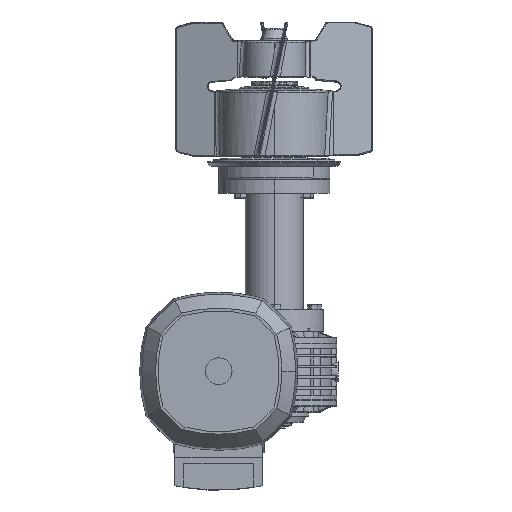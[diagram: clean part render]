
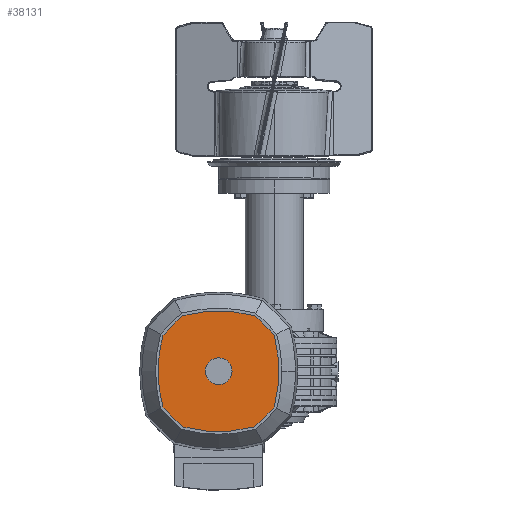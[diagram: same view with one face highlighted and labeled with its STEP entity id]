
A CAD part, top view. The second image highlights one B-rep face of the part: STEP entity #38131.
In plain terms, the highlighted planar face has unit normal (0, 0, 1).
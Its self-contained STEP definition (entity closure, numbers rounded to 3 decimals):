
#5085 = DIRECTION ( 'NONE',  ( -1., 0., 0. ) ) ;
#5086 = DIRECTION ( 'NONE',  ( 0., 0., 1. ) ) ;
#5087 = CARTESIAN_POINT ( 'NONE',  ( -64.17, -194.5, 369.5 ) ) ;
#5088 = AXIS2_PLACEMENT_3D ( 'NONE', #5087, #5086, #5085 ) ;
#5089 = CIRCLE ( 'NONE', #5088, 156.065 ) ;
#5134 = CARTESIAN_POINT ( 'NONE',  ( -104.23, -43.664, 369.5 ) ) ;
#5169 = CARTESIAN_POINT ( 'NONE',  ( -24.11, -43.664, 369.5 ) ) ;
#5264 = CARTESIAN_POINT ( 'NONE',  ( -1.834, -65.94, 369.5 ) ) ;
#5286 = CARTESIAN_POINT ( 'NONE',  ( -126.506, -65.94, 369.5 ) ) ;
#5401 = CARTESIAN_POINT ( 'NONE',  ( -24.11, -168.336, 369.5 ) ) ;
#5428 = DIRECTION ( 'NONE',  ( -1., 0., 0. ) ) ;
#5430 = DIRECTION ( 'NONE',  ( 0., 0., 1. ) ) ;
#5431 = CARTESIAN_POINT ( 'NONE',  ( 56.498, -226.668, 369.5 ) ) ;
#5433 = AXIS2_PLACEMENT_3D ( 'NONE', #5431, #5430, #5428 ) ;
#5434 = CIRCLE ( 'NONE', #5433, 243.565 ) ;
#5512 = DIRECTION ( 'NONE',  ( -1., 0., 0. ) ) ;
#5515 = DIRECTION ( 'NONE',  ( 0., 0., 1. ) ) ;
#5516 = AXIS2_PLACEMENT_3D ( 'NONE', #5521, #5515, #5512 ) ;
#5521 = CARTESIAN_POINT ( 'NONE',  ( -64.17, -17.5, 369.5 ) ) ;
#5526 = CIRCLE ( 'NONE', #5516, 156.065 ) ;
#5530 = CARTESIAN_POINT ( 'NONE',  ( -104.23, -168.336, 369.5 ) ) ;
#5579 = DIRECTION ( 'NONE',  ( -1., 0., 0. ) ) ;
#5580 = DIRECTION ( 'NONE',  ( 0., 0., 1. ) ) ;
#5581 = CARTESIAN_POINT ( 'NONE',  ( -184.838, -226.668, 369.5 ) ) ;
#5582 = AXIS2_PLACEMENT_3D ( 'NONE', #5581, #5580, #5579 ) ;
#5583 = CIRCLE ( 'NONE', #5582, 243.565 ) ;
#5647 = DIRECTION ( 'NONE',  ( -1., 0., 0. ) ) ;
#5648 = DIRECTION ( 'NONE',  ( 0., 0., 1. ) ) ;
#5649 = CARTESIAN_POINT ( 'NONE',  ( -184.838, 14.668, 369.5 ) ) ;
#5650 = AXIS2_PLACEMENT_3D ( 'NONE', #5649, #5648, #5647 ) ;
#5651 = CIRCLE ( 'NONE', #5650, 243.565 ) ;
#5694 = CARTESIAN_POINT ( 'NONE',  ( -1.834, -146.06, 369.5 ) ) ;
#5696 = DIRECTION ( 'NONE',  ( -1., 0., 0. ) ) ;
#5699 = DIRECTION ( 'NONE',  ( 0., 0., 1. ) ) ;
#5702 = CARTESIAN_POINT ( 'NONE',  ( -124.504, -210.584, 369.5 ) ) ;
#5704 = AXIS2_PLACEMENT_3D ( 'NONE', #5702, #5699, #5696 ) ;
#5706 = PLANE ( 'NONE',  #5704 ) ;
#5710 = FACE_BOUND ( 'NONE', #38581, .T. ) ;
#5711 = FACE_OUTER_BOUND ( 'NONE', #38104, .T. ) ;
#5746 = DIRECTION ( 'NONE',  ( -1., 0., 0. ) ) ;
#5747 = DIRECTION ( 'NONE',  ( 0., 0., 1. ) ) ;
#5748 = CARTESIAN_POINT ( 'NONE',  ( 56.498, 14.668, 369.5 ) ) ;
#5749 = AXIS2_PLACEMENT_3D ( 'NONE', #5748, #5747, #5746 ) ;
#5750 = CIRCLE ( 'NONE', #5749, 243.565 ) ;
#5768 = CARTESIAN_POINT ( 'NONE',  ( -152.67, -106., 369.5 ) ) ;
#5775 = CIRCLE ( 'NONE', #5865, 156.065 ) ;
#5847 = DIRECTION ( 'NONE',  ( -1., 0., 0. ) ) ;
#5848 = DIRECTION ( 'NONE',  ( 0., 0., 1. ) ) ;
#5850 = CARTESIAN_POINT ( 'NONE',  ( 24.33, -106., 369.5 ) ) ;
#5851 = AXIS2_PLACEMENT_3D ( 'NONE', #5850, #5848, #5847 ) ;
#5855 = CIRCLE ( 'NONE', #5851, 156.065 ) ;
#5863 = DIRECTION ( 'NONE',  ( -1., 0., 0. ) ) ;
#5864 = DIRECTION ( 'NONE',  ( 0., 0., 1. ) ) ;
#5865 = AXIS2_PLACEMENT_3D ( 'NONE', #5768, #5864, #5863 ) ;
#5943 = DIRECTION ( 'NONE',  ( -1., 0., 0. ) ) ;
#5944 = DIRECTION ( 'NONE',  ( 0., 0., -1. ) ) ;
#5945 = CARTESIAN_POINT ( 'NONE',  ( -64.17, -106., 369.5 ) ) ;
#5946 = AXIS2_PLACEMENT_3D ( 'NONE', #5945, #5944, #5943 ) ;
#5955 = CIRCLE ( 'NONE', #5946, 15. ) ;
#21351 = CARTESIAN_POINT ( 'NONE',  ( -126.506, -146.06, 369.5 ) ) ;
#37906 = EDGE_CURVE ( 'NONE', #37931, #37942, #5089, .T. ) ;
#37931 = VERTEX_POINT ( 'NONE', #5169 ) ;
#37942 = VERTEX_POINT ( 'NONE', #5134 ) ;
#37970 = VERTEX_POINT ( 'NONE', #5264 ) ;
#37999 = VERTEX_POINT ( 'NONE', #5286 ) ;
#38034 = VERTEX_POINT ( 'NONE', #5401 ) ;
#38041 = EDGE_CURVE ( 'NONE', #37942, #37999, #5434, .T. ) ;
#38062 = VERTEX_POINT ( 'NONE', #5530 ) ;
#38065 = EDGE_CURVE ( 'NONE', #38062, #38034, #5526, .T. ) ;
#38075 = EDGE_CURVE ( 'NONE', #37970, #37931, #5583, .T. ) ;
#38104 = EDGE_LOOP ( 'NONE', ( #38174, #38157, #38202, #38210, #38166, #38176, #38177, #38141, #38609 ) ) ;
#38117 = EDGE_CURVE ( 'NONE', #38034, #38132, #5651, .T. ) ;
#38131 = ADVANCED_FACE ( 'NONE', ( #5711, #5710 ), #5706, .T. ) ;
#38132 = VERTEX_POINT ( 'NONE', #5694 ) ;
#38141 = ORIENTED_EDGE ( 'NONE', *, *, #38154, .T. ) ;
#38154 = EDGE_CURVE ( 'NONE', #48510, #38062, #5750, .T. ) ;
#38157 = ORIENTED_EDGE ( 'NONE', *, *, #38181, .T. ) ;
#38166 = ORIENTED_EDGE ( 'NONE', *, *, #38041, .T. ) ;
#38174 = ORIENTED_EDGE ( 'NONE', *, *, #38117, .T. ) ;
#38176 = ORIENTED_EDGE ( 'NONE', *, *, #38188, .T. ) ;
#38177 = ORIENTED_EDGE ( 'NONE', *, *, #48534, .T. ) ;
#38181 = EDGE_CURVE ( 'NONE', #38132, #37970, #5775, .T. ) ;
#38188 = EDGE_CURVE ( 'NONE', #37999, #48535, #5855, .T. ) ;
#38202 = ORIENTED_EDGE ( 'NONE', *, *, #38075, .T. ) ;
#38210 = ORIENTED_EDGE ( 'NONE', *, *, #37906, .T. ) ;
#38242 = ORIENTED_EDGE ( 'NONE', *, *, #38243, .T. ) ;
#38243 = EDGE_CURVE ( 'NONE', #48655, #48552, #5955, .T. ) ;
#38483 = ORIENTED_EDGE ( 'NONE', *, *, #48551, .T. ) ;
#38581 = EDGE_LOOP ( 'NONE', ( #38242, #38483 ) ) ;
#38609 = ORIENTED_EDGE ( 'NONE', *, *, #38065, .T. ) ;
#48510 = VERTEX_POINT ( 'NONE', #21351 ) ;
#48534 = EDGE_CURVE ( 'NONE', #48535, #48510, #53743, .T. ) ;
#48535 = VERTEX_POINT ( 'NONE', #53796 ) ;
#48551 = EDGE_CURVE ( 'NONE', #48552, #48655, #53781, .T. ) ;
#48552 = VERTEX_POINT ( 'NONE', #53776 ) ;
#48655 = VERTEX_POINT ( 'NONE', #53975 ) ;
#53743 = CIRCLE ( 'NONE', #53800, 156.065 ) ;
#53776 = CARTESIAN_POINT ( 'NONE',  ( -49.17, -106., 369.5 ) ) ;
#53777 = DIRECTION ( 'NONE',  ( -1., 0., 0. ) ) ;
#53778 = DIRECTION ( 'NONE',  ( 0., 0., -1. ) ) ;
#53779 = CARTESIAN_POINT ( 'NONE',  ( -64.17, -106., 369.5 ) ) ;
#53780 = AXIS2_PLACEMENT_3D ( 'NONE', #53779, #53778, #53777 ) ;
#53781 = CIRCLE ( 'NONE', #53780, 15. ) ;
#53796 = CARTESIAN_POINT ( 'NONE',  ( -131.735, -106., 369.5 ) ) ;
#53797 = DIRECTION ( 'NONE',  ( -1., 0., 0. ) ) ;
#53798 = DIRECTION ( 'NONE',  ( 0., 0., 1. ) ) ;
#53799 = CARTESIAN_POINT ( 'NONE',  ( 24.33, -106., 369.5 ) ) ;
#53800 = AXIS2_PLACEMENT_3D ( 'NONE', #53799, #53798, #53797 ) ;
#53975 = CARTESIAN_POINT ( 'NONE',  ( -79.17, -106., 369.5 ) ) ;
